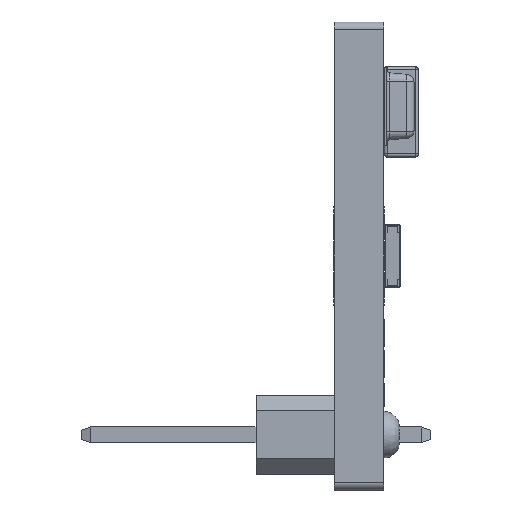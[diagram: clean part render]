
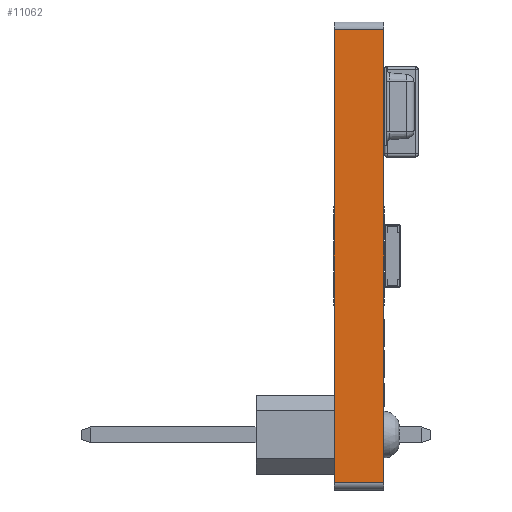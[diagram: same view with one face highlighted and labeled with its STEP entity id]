
A CAD part, left-side view. The second image highlights one B-rep face of the part: STEP entity #11062.
In plain terms, the highlighted planar face has unit normal (-1, 0, 0).
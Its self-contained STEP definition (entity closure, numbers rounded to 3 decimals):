
#1334=FACE_OUTER_BOUND('',#2004,.T.);
#2004=EDGE_LOOP('',(#8756,#8757,#8758,#8759));
#2892=LINE('',#17386,#3962);
#2894=LINE('',#17392,#3964);
#2986=LINE('',#18716,#4056);
#2987=LINE('',#18717,#4057);
#3962=VECTOR('',#13136,10.);
#3964=VECTOR('',#13142,10.);
#4056=VECTOR('',#13254,10.);
#4057=VECTOR('',#13255,10.);
#4940=VERTEX_POINT('',#17383);
#4941=VERTEX_POINT('',#17385);
#4943=VERTEX_POINT('',#17391);
#5230=VERTEX_POINT('',#18715);
#6220=EDGE_CURVE('',#4940,#4941,#2892,.T.);
#6223=EDGE_CURVE('',#4941,#4943,#2894,.T.);
#6511=EDGE_CURVE('',#5230,#4940,#2986,.T.);
#6512=EDGE_CURVE('',#4943,#5230,#2987,.T.);
#8756=ORIENTED_EDGE('',*,*,#6220,.F.);
#8757=ORIENTED_EDGE('',*,*,#6511,.F.);
#8758=ORIENTED_EDGE('',*,*,#6512,.F.);
#8759=ORIENTED_EDGE('',*,*,#6223,.F.);
#10661=PLANE('',#11788);
#11062=ADVANCED_FACE('',(#1334),#10661,.T.);
#11788=AXIS2_PLACEMENT_3D('',#18714,#13252,#13253);
#13136=DIRECTION('',(0.,-1.,0.));
#13142=DIRECTION('',(0.,0.,-1.));
#13252=DIRECTION('center_axis',(-1.,0.,0.));
#13253=DIRECTION('ref_axis',(0.,0.,1.));
#13254=DIRECTION('',(0.,0.,1.));
#13255=DIRECTION('',(0.,1.,0.));
#17383=CARTESIAN_POINT('',(0.,1.6,14.75));
#17385=CARTESIAN_POINT('',(0.,0.,14.75));
#17386=CARTESIAN_POINT('',(0.,0.,14.75));
#17391=CARTESIAN_POINT('',(0.,0.,0.25));
#17392=CARTESIAN_POINT('',(0.,0.,15.));
#18714=CARTESIAN_POINT('Origin',(0.,0.,0.));
#18715=CARTESIAN_POINT('',(0.,1.6,0.25));
#18716=CARTESIAN_POINT('',(0.,1.6,15.));
#18717=CARTESIAN_POINT('',(0.,0.,0.25));
